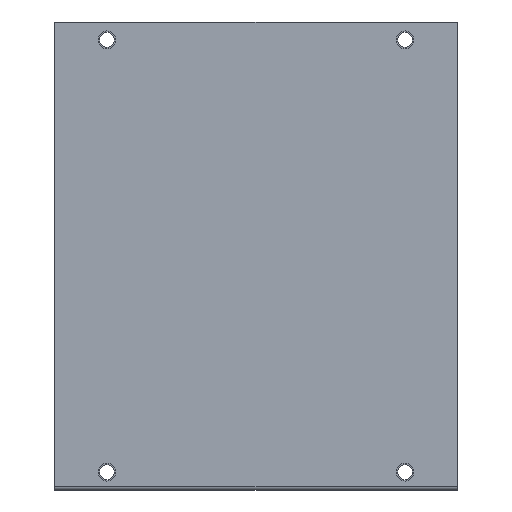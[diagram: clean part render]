
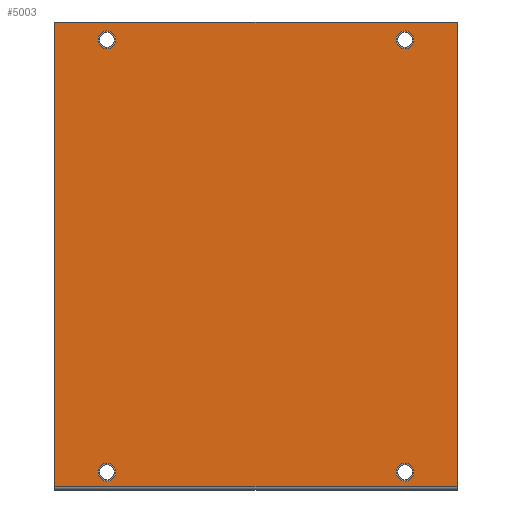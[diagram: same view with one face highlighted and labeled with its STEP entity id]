
A CAD part, front view. The second image highlights one B-rep face of the part: STEP entity #5003.
In plain terms, the highlighted face is planar.
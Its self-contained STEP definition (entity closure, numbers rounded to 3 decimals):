
#3843=DIRECTION('',(-1.,0.,0.));
#3844=VECTOR('',#3843,135.);
#3845=CARTESIAN_POINT('',(67.5,-77.45,41.6));
#3846=LINE('',#3845,#3844);
#3847=DIRECTION('',(-1.,0.,0.));
#3848=VECTOR('',#3847,135.);
#3849=CARTESIAN_POINT('',(67.5,78.5,41.6));
#3850=LINE('',#3849,#3848);
#3851=DIRECTION('',(0.,1.,0.));
#3852=VECTOR('',#3851,155.95);
#3853=CARTESIAN_POINT('',(67.5,-77.45,41.6));
#3854=LINE('',#3853,#3852);
#3855=DIRECTION('',(0.,-1.,0.));
#3856=VECTOR('',#3855,155.95);
#3857=CARTESIAN_POINT('',(-67.5,78.5,41.6));
#3858=LINE('',#3857,#3856);
#3859=CARTESIAN_POINT('',(50.,72.5,41.6));
#3860=DIRECTION('',(0.,0.,-1.));
#3861=DIRECTION('',(-1.,0.,0.));
#3862=AXIS2_PLACEMENT_3D('',#3859,#3860,#3861);
#3864=CARTESIAN_POINT('',(50.,72.5,41.6));
#3865=DIRECTION('',(0.,0.,-1.));
#3866=DIRECTION('',(1.,0.,0.));
#3867=AXIS2_PLACEMENT_3D('',#3864,#3865,#3866);
#3869=CARTESIAN_POINT('',(-50.,72.5,41.6));
#3870=DIRECTION('',(0.,0.,-1.));
#3871=DIRECTION('',(-1.,0.,0.));
#3872=AXIS2_PLACEMENT_3D('',#3869,#3870,#3871);
#3874=CARTESIAN_POINT('',(-50.,72.5,41.6));
#3875=DIRECTION('',(0.,0.,-1.));
#3876=DIRECTION('',(1.,0.,0.));
#3877=AXIS2_PLACEMENT_3D('',#3874,#3875,#3876);
#3879=CARTESIAN_POINT('',(-50.,-72.5,41.6));
#3880=DIRECTION('',(0.,0.,-1.));
#3881=DIRECTION('',(-1.,0.,0.));
#3882=AXIS2_PLACEMENT_3D('',#3879,#3880,#3881);
#3884=CARTESIAN_POINT('',(-50.,-72.5,41.6));
#3885=DIRECTION('',(0.,0.,-1.));
#3886=DIRECTION('',(1.,0.,0.));
#3887=AXIS2_PLACEMENT_3D('',#3884,#3885,#3886);
#3889=CARTESIAN_POINT('',(50.,-72.5,41.6));
#3890=DIRECTION('',(0.,0.,-1.));
#3891=DIRECTION('',(-1.,0.,0.));
#3892=AXIS2_PLACEMENT_3D('',#3889,#3890,#3891);
#3894=CARTESIAN_POINT('',(50.,-72.5,41.6));
#3895=DIRECTION('',(0.,0.,-1.));
#3896=DIRECTION('',(1.,0.,0.));
#3897=AXIS2_PLACEMENT_3D('',#3894,#3895,#3896);
#4064=CARTESIAN_POINT('',(-53.,72.5,41.6));
#4065=CARTESIAN_POINT('',(-47.,72.5,41.6));
#4066=VERTEX_POINT('',#4064);
#4067=VERTEX_POINT('',#4065);
#4068=CARTESIAN_POINT('',(-53.,-72.5,41.6));
#4069=CARTESIAN_POINT('',(-47.,-72.5,41.6));
#4070=VERTEX_POINT('',#4068);
#4071=VERTEX_POINT('',#4069);
#4072=CARTESIAN_POINT('',(47.,-72.5,41.6));
#4073=CARTESIAN_POINT('',(53.,-72.5,41.6));
#4074=VERTEX_POINT('',#4072);
#4075=VERTEX_POINT('',#4073);
#4228=CARTESIAN_POINT('',(67.5,78.5,41.6));
#4230=VERTEX_POINT('',#4228);
#4232=CARTESIAN_POINT('',(-67.5,78.5,41.6));
#4234=VERTEX_POINT('',#4232);
#4238=CARTESIAN_POINT('',(-67.5,-77.45,41.6));
#4239=VERTEX_POINT('',#4238);
#4242=CARTESIAN_POINT('',(67.5,-77.45,41.6));
#4243=VERTEX_POINT('',#4242);
#4248=CARTESIAN_POINT('',(47.,72.5,41.6));
#4249=CARTESIAN_POINT('',(53.,72.5,41.6));
#4250=VERTEX_POINT('',#4248);
#4251=VERTEX_POINT('',#4249);
#4967=CARTESIAN_POINT('',(0.,0.525,41.6));
#4968=DIRECTION('',(0.,0.,1.));
#4969=DIRECTION('',(0.,-1.,0.));
#4970=AXIS2_PLACEMENT_3D('',#4967,#4968,#4969);
#4971=PLANE('',#4970);
#4973=ORIENTED_EDGE('',*,*,#4972,.F.);
#4974=ORIENTED_EDGE('',*,*,#4552,.F.);
#4975=ORIENTED_EDGE('',*,*,#4961,.T.);
#4976=ORIENTED_EDGE('',*,*,#4388,.F.);
#4977=EDGE_LOOP('',(#4973,#4974,#4975,#4976));
#4978=FACE_OUTER_BOUND('',#4977,.F.);
#4980=ORIENTED_EDGE('',*,*,#4979,.F.);
#4982=ORIENTED_EDGE('',*,*,#4981,.F.);
#4983=EDGE_LOOP('',(#4980,#4982));
#4984=FACE_BOUND('',#4983,.F.);
#4986=ORIENTED_EDGE('',*,*,#4985,.F.);
#4988=ORIENTED_EDGE('',*,*,#4987,.F.);
#4989=EDGE_LOOP('',(#4986,#4988));
#4990=FACE_BOUND('',#4989,.F.);
#4992=ORIENTED_EDGE('',*,*,#4991,.F.);
#4994=ORIENTED_EDGE('',*,*,#4993,.F.);
#4995=EDGE_LOOP('',(#4992,#4994));
#4996=FACE_BOUND('',#4995,.F.);
#4998=ORIENTED_EDGE('',*,*,#4997,.F.);
#5000=ORIENTED_EDGE('',*,*,#4999,.F.);
#5001=EDGE_LOOP('',(#4998,#5000));
#5002=FACE_BOUND('',#5001,.F.);
#5003=ADVANCED_FACE('',(#4978,#4984,#4990,#4996,#5002),#4971,.T.);
#3863=CIRCLE('',#3862,3.);
#3868=CIRCLE('',#3867,3.);
#3873=CIRCLE('',#3872,3.);
#3878=CIRCLE('',#3877,3.);
#3883=CIRCLE('',#3882,3.);
#3888=CIRCLE('',#3887,3.);
#3893=CIRCLE('',#3892,3.);
#3898=CIRCLE('',#3897,3.);
#4388=EDGE_CURVE('',#4234,#4239,#3858,.T.);
#4552=EDGE_CURVE('',#4243,#4230,#3854,.T.);
#4961=EDGE_CURVE('',#4243,#4239,#3846,.T.);
#4972=EDGE_CURVE('',#4230,#4234,#3850,.T.);
#4979=EDGE_CURVE('',#4250,#4251,#3863,.T.);
#4981=EDGE_CURVE('',#4251,#4250,#3868,.T.);
#4985=EDGE_CURVE('',#4066,#4067,#3873,.T.);
#4987=EDGE_CURVE('',#4067,#4066,#3878,.T.);
#4991=EDGE_CURVE('',#4070,#4071,#3883,.T.);
#4993=EDGE_CURVE('',#4071,#4070,#3888,.T.);
#4997=EDGE_CURVE('',#4074,#4075,#3893,.T.);
#4999=EDGE_CURVE('',#4075,#4074,#3898,.T.);
